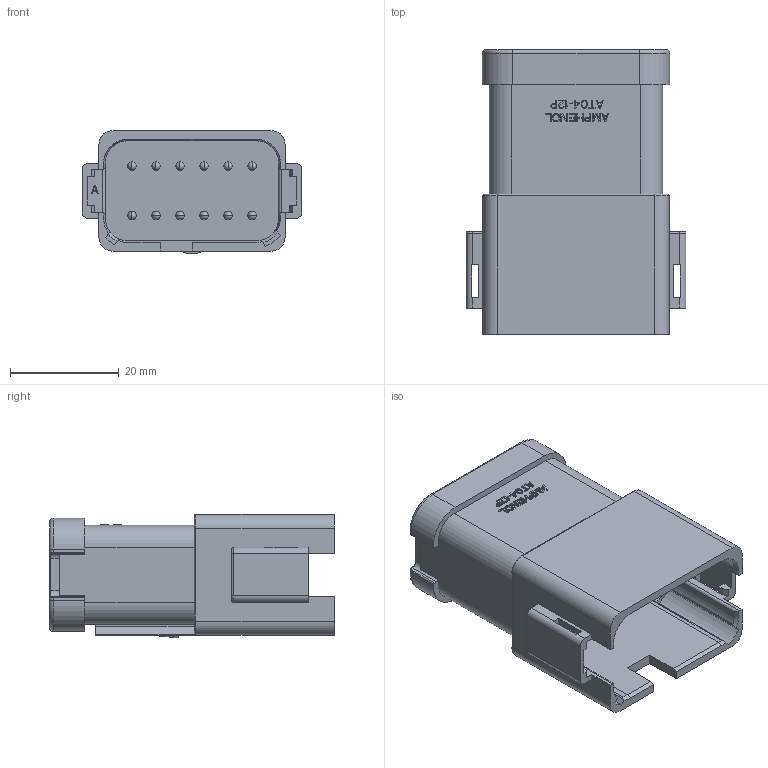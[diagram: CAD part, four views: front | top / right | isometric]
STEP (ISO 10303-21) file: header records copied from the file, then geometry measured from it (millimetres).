
FILE_DESCRIPTION((''),'2;1');
FILE_NAME('26-54223-12PA-2','2018-05-08T',('Administrator'),(''),'PRO/ENGINEER BY PARAMETRIC TECHNOLOGY CORPORATION, 2016360','PRO/ENGINEER BY PARAMETRIC TECHNOLOGY CORPORATION, 2016360','');
FILE_SCHEMA(('CONFIG_CONTROL_DESIGN'));
Length unit declared in the file: millimetre
Products named in the file (1): 26-54223-12PA-2
Bounding box: 40.45 x 52.4 x 22.63 mm (x, y, z)
Volume: 21240 mm3; surface area: 10345 mm2
Topology: 1 solids, 1 shells, 1218 faces, 3375 edges, 2208 vertices
Faces by surface type: plane 685, extrusion 379, cylinder 97, torus 24, sphere 24, cone 7, bspline 2
Entity records: 39825 total; most frequent: CARTESIAN_POINT 10116, ORIENTED_EDGE 6702, DIRECTION 4863, EDGE_CURVE 3351, VECTOR 2691, LINE 2312, VERTEX_POINT 2208, EDGE_LOOP 1299
